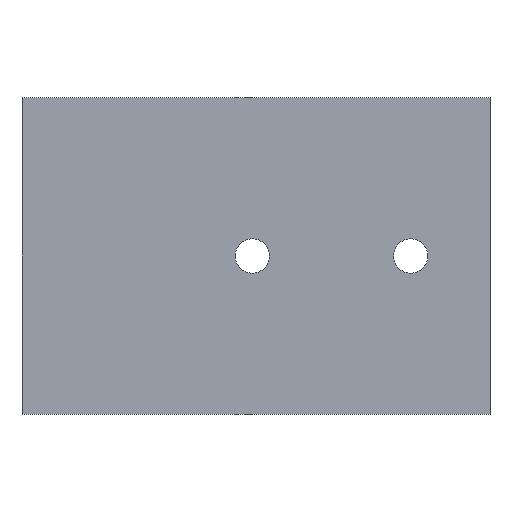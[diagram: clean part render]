
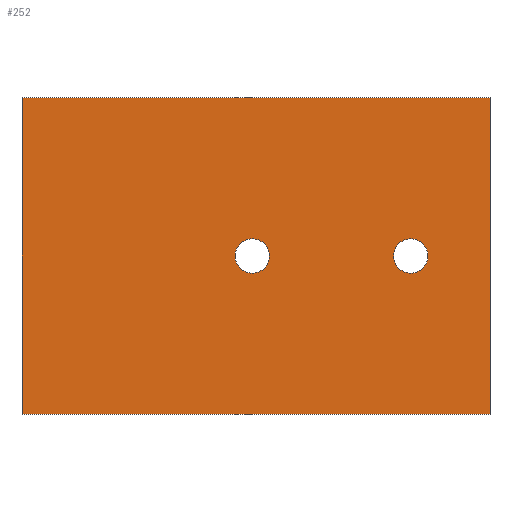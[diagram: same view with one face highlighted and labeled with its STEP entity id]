
A CAD part, front view. The second image highlights one B-rep face of the part: STEP entity #252.
In plain terms, the highlighted planar face has unit normal (0, -1, 0).
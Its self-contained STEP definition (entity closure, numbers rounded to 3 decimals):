
#21=FACE_BOUND('',#71,.T.);
#22=FACE_BOUND('',#72,.T.);
#32=PLANE('',#294);
#48=FACE_OUTER_BOUND('',#70,.T.);
#70=EDGE_LOOP('',(#225,#226,#227,#228));
#71=EDGE_LOOP('',(#229));
#72=EDGE_LOOP('',(#230));
#79=LINE('',#415,#97);
#83=LINE('',#423,#101);
#86=LINE('',#429,#104);
#89=LINE('',#434,#107);
#97=VECTOR('',#349,10.);
#101=VECTOR('',#355,10.);
#104=VECTOR('',#360,10.);
#107=VECTOR('',#365,10.);
#116=CIRCLE('',#281,2.75);
#120=CIRCLE('',#288,2.75);
#128=VERTEX_POINT('',#396);
#132=VERTEX_POINT('',#409);
#133=VERTEX_POINT('',#413);
#134=VERTEX_POINT('',#414);
#137=VERTEX_POINT('',#422);
#139=VERTEX_POINT('',#428);
#152=EDGE_CURVE('',#128,#128,#116,.T.);
#158=EDGE_CURVE('',#132,#132,#120,.T.);
#159=EDGE_CURVE('',#133,#134,#79,.T.);
#163=EDGE_CURVE('',#134,#137,#83,.T.);
#166=EDGE_CURVE('',#137,#139,#86,.T.);
#169=EDGE_CURVE('',#139,#133,#89,.T.);
#225=ORIENTED_EDGE('',*,*,#169,.T.);
#226=ORIENTED_EDGE('',*,*,#159,.T.);
#227=ORIENTED_EDGE('',*,*,#163,.T.);
#228=ORIENTED_EDGE('',*,*,#166,.T.);
#229=ORIENTED_EDGE('',*,*,#152,.T.);
#230=ORIENTED_EDGE('',*,*,#158,.T.);
#252=ADVANCED_FACE('',(#48,#21,#22),#32,.F.);
#281=AXIS2_PLACEMENT_3D('',#398,#329,#330);
#288=AXIS2_PLACEMENT_3D('',#411,#345,#346);
#294=AXIS2_PLACEMENT_3D('',#437,#369,#370);
#329=DIRECTION('center_axis',(0.,1.,0.));
#330=DIRECTION('ref_axis',(0.,0.,1.));
#345=DIRECTION('center_axis',(0.,1.,0.));
#346=DIRECTION('ref_axis',(0.,0.,1.));
#349=DIRECTION('',(0.,0.,-1.));
#355=DIRECTION('',(1.,0.,0.));
#360=DIRECTION('',(0.,0.,1.));
#365=DIRECTION('',(-1.,0.,0.));
#369=DIRECTION('center_axis',(0.,1.,0.));
#370=DIRECTION('ref_axis',(1.,0.,0.));
#396=CARTESIAN_POINT('',(87.3,0.,22.65));
#398=CARTESIAN_POINT('Origin',(87.3,0.,25.4));
#409=CARTESIAN_POINT('',(61.9,0.,22.65));
#411=CARTESIAN_POINT('Origin',(61.9,0.,25.4));
#413=CARTESIAN_POINT('',(25.,0.,50.8));
#414=CARTESIAN_POINT('',(25.,0.,0.));
#415=CARTESIAN_POINT('',(25.,0.,50.8));
#422=CARTESIAN_POINT('',(100.,0.,0.));
#423=CARTESIAN_POINT('',(25.,0.,0.));
#428=CARTESIAN_POINT('',(100.,0.,50.8));
#429=CARTESIAN_POINT('',(100.,0.,0.));
#434=CARTESIAN_POINT('',(100.,0.,50.8));
#437=CARTESIAN_POINT('Origin',(62.5,0.,25.4));
